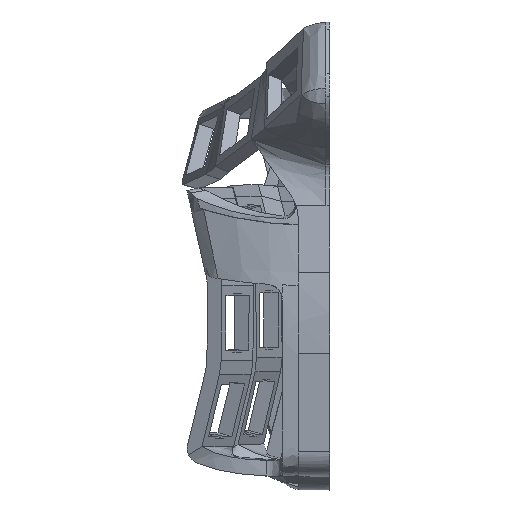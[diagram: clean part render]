
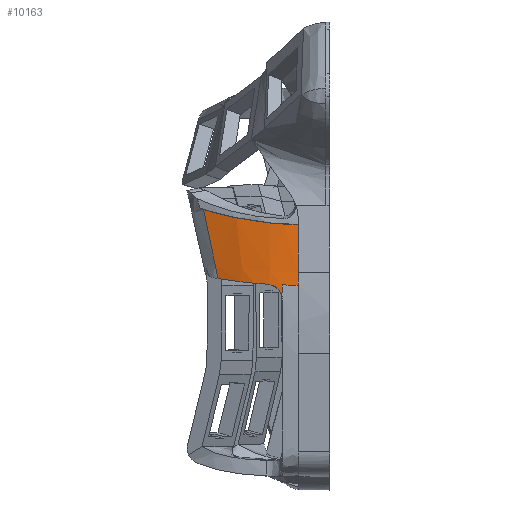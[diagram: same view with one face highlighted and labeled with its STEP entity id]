
A CAD part, left-side view. The second image highlights one B-rep face of the part: STEP entity #10163.
In plain terms, the highlighted free-form (B-spline) face has degree [3, 3] with [8, 4] control points.
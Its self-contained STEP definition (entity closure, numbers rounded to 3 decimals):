
#81=B_SPLINE_SURFACE_WITH_KNOTS('',3,3,((#19768,#19769,#19770,#19771),(#19772,
#19773,#19774,#19775),(#19776,#19777,#19778,#19779),(#19780,#19781,#19782,
#19783),(#19784,#19785,#19786,#19787),(#19788,#19789,#19790,#19791),(#19792,
#19793,#19794,#19795),(#19796,#19797,#19798,#19799)),.UNSPECIFIED.,.F.,
 .F.,.F.,(4,2,2,4),(4,4),(-0.179,0.,0.211,1.),(0.173,
1.),.UNSPECIFIED.);
#349=B_SPLINE_CURVE_WITH_KNOTS('',3,(#17335,#17336,#17337,#17338,#17339,
#17340,#17341,#17342,#17343,#17344),.UNSPECIFIED.,.F.,.F.,(4,2,2,2,4),(0.11,
0.156,0.314,0.464,0.614),
 .UNSPECIFIED.);
#355=B_SPLINE_CURVE_WITH_KNOTS('',3,(#17506,#17507,#17508,#17509,#17510,
#17511,#17512),.UNSPECIFIED.,.F.,.F.,(4,3,4),(-1.088,-1.039,
-0.872),.UNSPECIFIED.);
#363=B_SPLINE_CURVE_WITH_KNOTS('',3,(#17728,#17729,#17730,#17731),
 .UNSPECIFIED.,.F.,.F.,(4,4),(0.187,0.693),
 .UNSPECIFIED.);
#446=B_SPLINE_CURVE_WITH_KNOTS('',3,(#19745,#19746,#19747,#19748,#19749,
#19750),.UNSPECIFIED.,.F.,.F.,(4,2,4),(-1.799,-1.422,
-1.422),.UNSPECIFIED.);
#447=B_SPLINE_CURVE_WITH_KNOTS('',3,(#19752,#19753,#19754,#19755),
 .UNSPECIFIED.,.F.,.F.,(4,4),(-1.422,0.),
 .UNSPECIFIED.);
#450=B_SPLINE_CURVE_WITH_KNOTS('',3,(#19800,#19801,#19802,#19803),
 .UNSPECIFIED.,.F.,.F.,(4,4),(0.843,1.),.UNSPECIFIED.);
#451=B_SPLINE_CURVE_WITH_KNOTS('',3,(#19805,#19806,#19807,#19808),
 .UNSPECIFIED.,.F.,.F.,(4,4),(0.,0.159),.UNSPECIFIED.);
#452=B_SPLINE_CURVE_WITH_KNOTS('',3,(#19811,#19812,#19813,#19814),
 .UNSPECIFIED.,.F.,.F.,(4,4),(0.173,1.),.UNSPECIFIED.);
#1128=FACE_OUTER_BOUND('',#1681,.T.);
#1681=EDGE_LOOP('',(#7830,#7831,#7832,#7833,#7834,#7835,#7836,#7837,#7838));
#2344=LINE('',#19810,#3457);
#3457=VECTOR('',#11410,10.);
#4687=VERTEX_POINT('',#17333);
#4688=VERTEX_POINT('',#17334);
#4690=VERTEX_POINT('',#17491);
#4691=VERTEX_POINT('',#17492);
#4701=VERTEX_POINT('',#17727);
#4803=VERTEX_POINT('',#19744);
#4804=VERTEX_POINT('',#19751);
#4806=VERTEX_POINT('',#19804);
#4807=VERTEX_POINT('',#19809);
#5778=EDGE_CURVE('',#4687,#4688,#349,.F.);
#5785=EDGE_CURVE('',#4688,#4690,#355,.T.);
#5801=EDGE_CURVE('',#4701,#4687,#363,.T.);
#5953=EDGE_CURVE('',#4701,#4803,#446,.T.);
#5954=EDGE_CURVE('',#4803,#4804,#447,.T.);
#5957=EDGE_CURVE('',#4690,#4691,#450,.T.);
#5958=EDGE_CURVE('',#4806,#4691,#451,.T.);
#5959=EDGE_CURVE('',#4806,#4807,#2344,.T.);
#5960=EDGE_CURVE('',#4804,#4807,#452,.T.);
#7830=ORIENTED_EDGE('',*,*,#5954,.F.);
#7831=ORIENTED_EDGE('',*,*,#5953,.F.);
#7832=ORIENTED_EDGE('',*,*,#5801,.T.);
#7833=ORIENTED_EDGE('',*,*,#5778,.T.);
#7834=ORIENTED_EDGE('',*,*,#5785,.T.);
#7835=ORIENTED_EDGE('',*,*,#5957,.T.);
#7836=ORIENTED_EDGE('',*,*,#5958,.F.);
#7837=ORIENTED_EDGE('',*,*,#5959,.T.);
#7838=ORIENTED_EDGE('',*,*,#5960,.F.);
#10163=ADVANCED_FACE('',(#1128),#81,.F.);
#11410=DIRECTION('',(0.087,0.,0.996));
#17333=CARTESIAN_POINT('',(-102.357,7.779,-17.763));
#17334=CARTESIAN_POINT('',(-103.012,4.149,-20.698));
#17335=CARTESIAN_POINT('Ctrl Pts',(-103.012,4.149,-20.698));
#17336=CARTESIAN_POINT('Ctrl Pts',(-103.001,4.19,-20.552));
#17337=CARTESIAN_POINT('Ctrl Pts',(-102.99,4.239,-20.409));
#17338=CARTESIAN_POINT('Ctrl Pts',(-102.935,4.493,-19.783));
#17339=CARTESIAN_POINT('Ctrl Pts',(-102.882,4.783,-19.342));
#17340=CARTESIAN_POINT('Ctrl Pts',(-102.757,5.494,-18.613));
#17341=CARTESIAN_POINT('Ctrl Pts',(-102.687,5.904,-18.326));
#17342=CARTESIAN_POINT('Ctrl Pts',(-102.531,6.804,-17.914));
#17343=CARTESIAN_POINT('Ctrl Pts',(-102.447,7.287,-17.793));
#17344=CARTESIAN_POINT('Ctrl Pts',(-102.357,7.779,-17.763));
#17491=CARTESIAN_POINT('',(-102.873,4.,-17.938));
#17492=CARTESIAN_POINT('',(-103.055,0.,-18.));
#17506=CARTESIAN_POINT('Ctrl Pts',(-103.012,4.148,-20.701));
#17507=CARTESIAN_POINT('Ctrl Pts',(-103.,4.157,-20.459));
#17508=CARTESIAN_POINT('Ctrl Pts',(-102.988,4.16,-20.217));
#17509=CARTESIAN_POINT('Ctrl Pts',(-102.976,4.157,-19.976));
#17510=CARTESIAN_POINT('Ctrl Pts',(-102.936,4.148,-19.155));
#17511=CARTESIAN_POINT('Ctrl Pts',(-102.898,4.067,-18.412));
#17512=CARTESIAN_POINT('Ctrl Pts',(-102.873,4.,-17.938));
#17727=CARTESIAN_POINT('',(-98.148,20.346,-16.331));
#17728=CARTESIAN_POINT('Ctrl Pts',(-98.148,20.346,-16.331));
#17729=CARTESIAN_POINT('Ctrl Pts',(-100.186,16.161,-17.024));
#17730=CARTESIAN_POINT('Ctrl Pts',(-101.589,12.006,-17.501));
#17731=CARTESIAN_POINT('Ctrl Pts',(-102.357,7.779,-17.763));
#19744=CARTESIAN_POINT('',(-97.758,21.119,-12.652));
#19745=CARTESIAN_POINT('Ctrl Pts',(-98.148,20.346,-16.331));
#19746=CARTESIAN_POINT('Ctrl Pts',(-98.019,20.606,-15.104));
#19747=CARTESIAN_POINT('Ctrl Pts',(-97.889,20.863,-13.876));
#19748=CARTESIAN_POINT('Ctrl Pts',(-97.758,21.119,-12.652));
#19749=CARTESIAN_POINT('Ctrl Pts',(-97.758,21.119,-12.652));
#19750=CARTESIAN_POINT('Ctrl Pts',(-97.758,21.119,-12.652));
#19751=CARTESIAN_POINT('',(-96.267,24.033,1.185));
#19752=CARTESIAN_POINT('Ctrl Pts',(-97.758,21.119,-12.652));
#19753=CARTESIAN_POINT('Ctrl Pts',(-97.264,22.085,-8.031));
#19754=CARTESIAN_POINT('Ctrl Pts',(-96.764,23.053,-3.423));
#19755=CARTESIAN_POINT('Ctrl Pts',(-96.267,24.033,1.185));
#19768=CARTESIAN_POINT('Ctrl Pts',(-98.271,20.094,-19.39));
#19769=CARTESIAN_POINT('Ctrl Pts',(-101.581,13.516,-20.297));
#19770=CARTESIAN_POINT('Ctrl Pts',(-103.204,7.104,-20.751));
#19771=CARTESIAN_POINT('Ctrl Pts',(-103.204,0.,-20.751));
#19772=CARTESIAN_POINT('Ctrl Pts',(-98.174,20.293,-18.351));
#19773=CARTESIAN_POINT('Ctrl Pts',(-101.511,13.629,-19.339));
#19774=CARTESIAN_POINT('Ctrl Pts',(-103.164,7.104,-19.833));
#19775=CARTESIAN_POINT('Ctrl Pts',(-103.164,0.,-19.833));
#19776=CARTESIAN_POINT('Ctrl Pts',(-98.077,20.492,-17.312));
#19777=CARTESIAN_POINT('Ctrl Pts',(-101.439,13.742,-18.382));
#19778=CARTESIAN_POINT('Ctrl Pts',(-103.114,7.104,-18.917));
#19779=CARTESIAN_POINT('Ctrl Pts',(-103.114,0.,
-18.917));
#19780=CARTESIAN_POINT('Ctrl Pts',(-97.863,20.926,-15.048));
#19781=CARTESIAN_POINT('Ctrl Pts',(-101.274,13.988,-16.295));
#19782=CARTESIAN_POINT('Ctrl Pts',(-102.985,7.104,-16.918));
#19783=CARTESIAN_POINT('Ctrl Pts',(-102.985,0.,
-16.918));
#19784=CARTESIAN_POINT('Ctrl Pts',(-97.745,21.16,-13.822));
#19785=CARTESIAN_POINT('Ctrl Pts',(-101.178,14.122,-15.165));
#19786=CARTESIAN_POINT('Ctrl Pts',(-102.902,7.104,-15.837));
#19787=CARTESIAN_POINT('Ctrl Pts',(-102.902,0.,
-15.837));
#19788=CARTESIAN_POINT('Ctrl Pts',(-97.178,22.274,-8.003));
#19789=CARTESIAN_POINT('Ctrl Pts',(-100.701,14.755,-9.8));
#19790=CARTESIAN_POINT('Ctrl Pts',(-102.453,7.104,-10.698));
#19791=CARTESIAN_POINT('Ctrl Pts',(-102.453,0.,
-10.698));
#19792=CARTESIAN_POINT('Ctrl Pts',(-96.72,23.154,-3.409));
#19793=CARTESIAN_POINT('Ctrl Pts',(-100.304,15.255,-5.564));
#19794=CARTESIAN_POINT('Ctrl Pts',(-102.099,7.104,-6.642));
#19795=CARTESIAN_POINT('Ctrl Pts',(-102.099,0.,
-6.642));
#19796=CARTESIAN_POINT('Ctrl Pts',(-96.267,24.033,1.185));
#19797=CARTESIAN_POINT('Ctrl Pts',(-99.919,15.754,-1.329));
#19798=CARTESIAN_POINT('Ctrl Pts',(-101.745,7.104,-2.586));
#19799=CARTESIAN_POINT('Ctrl Pts',(-101.745,0.,
-2.586));
#19800=CARTESIAN_POINT('Ctrl Pts',(-102.873,4.,-17.938));
#19801=CARTESIAN_POINT('Ctrl Pts',(-102.994,2.677,-17.979));
#19802=CARTESIAN_POINT('Ctrl Pts',(-103.055,1.345,-18.));
#19803=CARTESIAN_POINT('Ctrl Pts',(-103.055,0.,
-18.));
#19804=CARTESIAN_POINT('',(-102.808,0.,-14.755));
#19805=CARTESIAN_POINT('Ctrl Pts',(-102.808,0.,-14.755));
#19806=CARTESIAN_POINT('Ctrl Pts',(-102.902,0.,-15.837));
#19807=CARTESIAN_POINT('Ctrl Pts',(-102.985,0.,-16.918));
#19808=CARTESIAN_POINT('Ctrl Pts',(-103.055,0.,-18.));
#19809=CARTESIAN_POINT('',(-101.745,0.,-2.586));
#19810=CARTESIAN_POINT('',(-102.808,0.,-14.755));
#19811=CARTESIAN_POINT('Ctrl Pts',(-96.267,24.033,1.185));
#19812=CARTESIAN_POINT('Ctrl Pts',(-99.919,15.754,-1.329));
#19813=CARTESIAN_POINT('Ctrl Pts',(-101.745,7.104,-2.586));
#19814=CARTESIAN_POINT('Ctrl Pts',(-101.745,0.,
-2.586));
